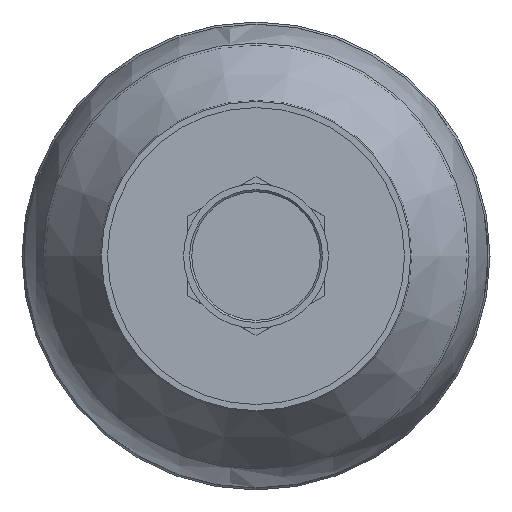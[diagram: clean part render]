
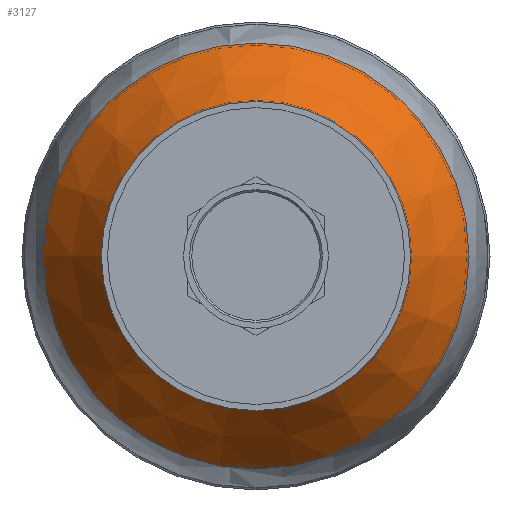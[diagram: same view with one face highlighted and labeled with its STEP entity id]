
A CAD part, left-side view. The second image highlights one B-rep face of the part: STEP entity #3127.
In plain terms, the highlighted conical face has half-angle 33.771 degrees and reference radius 42.791 mm.
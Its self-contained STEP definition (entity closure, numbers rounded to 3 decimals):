
#3096=CARTESIAN_POINT('',(25.178,-7.346,0.));
#3097=VERTEX_POINT('',#3096);
#3098=CARTESIAN_POINT('',(-24.404,-7.346,0.0));
#3099=DIRECTION('',(0.0,1.0,0.0));
#3100=DIRECTION('',(-1.0,0.0,0.0));
#3101=AXIS2_PLACEMENT_3D('',#3098,#3099,#3100);
#3102=CIRCLE('',#3101,49.582);
#3103=EDGE_CURVE('',#3097,#3097,#3102,.T.);
#3108=CARTESIAN_POINT('',(-24.404,2.809,0.0));
#3109=DIRECTION('',(0.0,-1.0,0.0));
#3110=DIRECTION('',(-1.0,0.0,0.0));
#3111=AXIS2_PLACEMENT_3D('',#3108,#3109,#3110);
#3112=CONICAL_SURFACE('',#3111,42.791,33.771);
#3113=ORIENTED_EDGE('',*,*,#3103,.T.);
#3114=EDGE_LOOP('',(#3113));
#3115=FACE_OUTER_BOUND('',#3114,.T.);
#3116=CARTESIAN_POINT('',(11.596,12.964,0.));
#3117=VERTEX_POINT('',#3116);
#3118=CARTESIAN_POINT('',(-24.404,12.964,0.0));
#3119=DIRECTION('',(0.0,1.0,0.0));
#3120=DIRECTION('',(-1.0,0.0,0.0));
#3121=AXIS2_PLACEMENT_3D('',#3118,#3119,#3120);
#3122=CIRCLE('',#3121,36.0);
#3123=EDGE_CURVE('',#3117,#3117,#3122,.T.);
#3124=ORIENTED_EDGE('',*,*,#3123,.F.);
#3125=EDGE_LOOP('',(#3124));
#3126=FACE_BOUND('',#3125,.T.);
#3127=ADVANCED_FACE('',(#3115,#3126),#3112,.T.);
